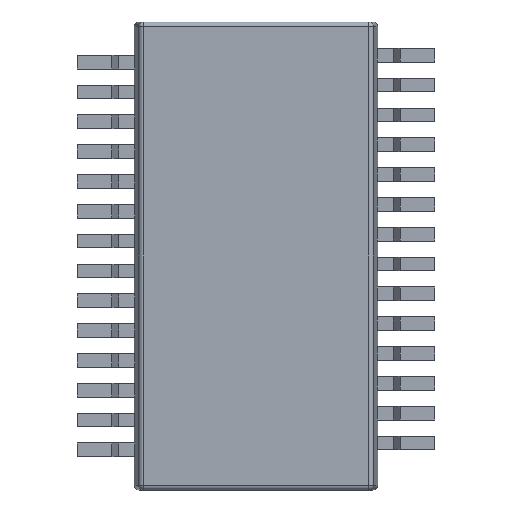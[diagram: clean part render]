
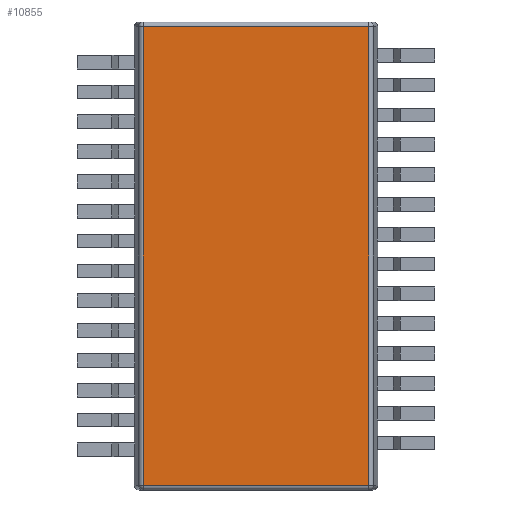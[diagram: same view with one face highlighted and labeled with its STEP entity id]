
A CAD part, front view. The second image highlights one B-rep face of the part: STEP entity #10855.
In plain terms, the highlighted face is planar.
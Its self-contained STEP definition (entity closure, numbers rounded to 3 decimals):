
#5357 = CARTESIAN_POINT ( 'NONE',  ( 5.011, 0.1, 0. ) ) ;
#10797 = EDGE_LOOP ( 'NONE', ( #10864, #10859, #10887, #10894 ) ) ;
#10824 = VERTEX_POINT ( 'NONE', #17897 ) ;
#10827 = EDGE_CURVE ( 'NONE', #12614, #10829, #17917, .T. ) ;
#10829 = VERTEX_POINT ( 'NONE', #17956 ) ;
#10850 = EDGE_CURVE ( 'NONE', #10829, #10824, #18041, .T. ) ;
#10853 = VERTEX_POINT ( 'NONE', #18049 ) ;
#10855 = ADVANCED_FACE ( 'NONE', ( #18144 ), #18074, .F. ) ;
#10856 = EDGE_CURVE ( 'NONE', #10824, #10853, #18125, .T. ) ;
#10857 = EDGE_CURVE ( 'NONE', #10853, #12614, #18126, .T. ) ;
#10859 = ORIENTED_EDGE ( 'NONE', *, *, #10857, .T. ) ;
#10864 = ORIENTED_EDGE ( 'NONE', *, *, #10856, .T. ) ;
#10887 = ORIENTED_EDGE ( 'NONE', *, *, #10827, .T. ) ;
#10894 = ORIENTED_EDGE ( 'NONE', *, *, #10850, .T. ) ;
#12614 = VERTEX_POINT ( 'NONE', #5357 ) ;
#17897 = CARTESIAN_POINT ( 'NONE',  ( 0.089, 10.1, 0. ) ) ;
#17914 = DIRECTION ( 'NONE',  ( 0., 1., 0. ) ) ;
#17915 = VECTOR ( 'NONE', #17914, 1000. ) ;
#17916 = CARTESIAN_POINT ( 'NONE',  ( 5.011, 10.2, 0. ) ) ;
#17917 = LINE ( 'NONE', #17916, #17915 ) ;
#17956 = CARTESIAN_POINT ( 'NONE',  ( 5.011, 10.1, 0. ) ) ;
#18041 = LINE ( 'NONE', #18066, #18065 ) ;
#18049 = CARTESIAN_POINT ( 'NONE',  ( 0.089, 0.1, 0. ) ) ;
#18064 = DIRECTION ( 'NONE',  ( -1., 0., 0. ) ) ;
#18065 = VECTOR ( 'NONE', #18064, 1000. ) ;
#18066 = CARTESIAN_POINT ( 'NONE',  ( 0., 10.1, 0. ) ) ;
#18069 = AXIS2_PLACEMENT_3D ( 'NONE', #18124, #18123, #18122 ) ;
#18074 = PLANE ( 'NONE',  #18069 ) ;
#18119 = DIRECTION ( 'NONE',  ( 0., -1., 0. ) ) ;
#18120 = VECTOR ( 'NONE', #18119, 1000. ) ;
#18121 = CARTESIAN_POINT ( 'NONE',  ( 0.089, 10.2, 0. ) ) ;
#18122 = DIRECTION ( 'NONE',  ( -1., 0., 0. ) ) ;
#18123 = DIRECTION ( 'NONE',  ( 0., 0., -1. ) ) ;
#18124 = CARTESIAN_POINT ( 'NONE',  ( 0., 10.2, 0. ) ) ;
#18125 = LINE ( 'NONE', #18121, #18120 ) ;
#18126 = LINE ( 'NONE', #18168, #18167 ) ;
#18144 = FACE_OUTER_BOUND ( 'NONE', #10797, .T. ) ;
#18166 = DIRECTION ( 'NONE',  ( 1., 0., 0. ) ) ;
#18167 = VECTOR ( 'NONE', #18166, 1000. ) ;
#18168 = CARTESIAN_POINT ( 'NONE',  ( 0., 0.1, 0. ) ) ;
